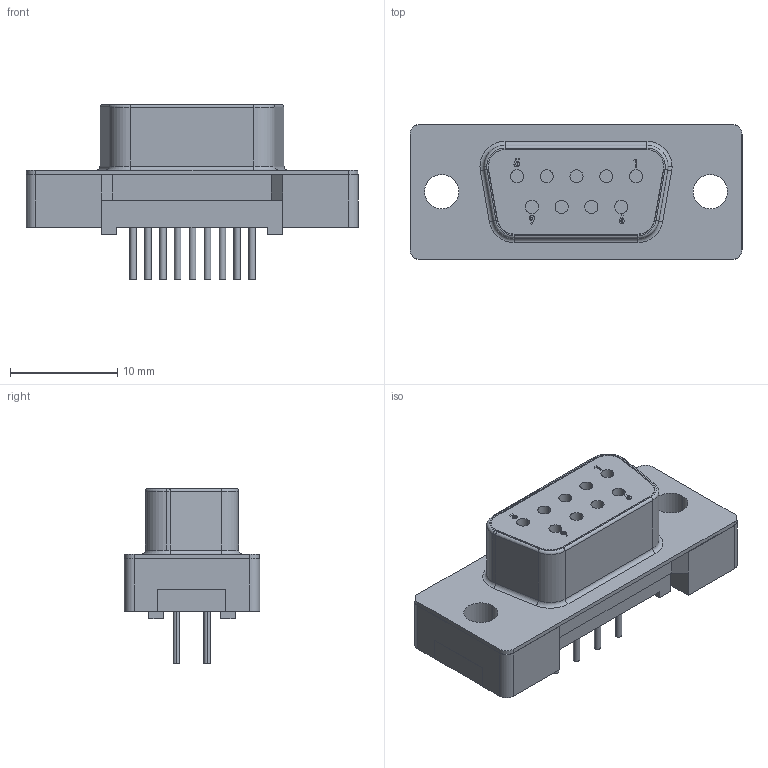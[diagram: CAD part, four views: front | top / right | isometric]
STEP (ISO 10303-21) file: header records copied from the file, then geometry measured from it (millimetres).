
FILE_DESCRIPTION (( 'STEP AP214' ), '1' );
FILE_NAME ('191-009-213.STEP', '2007-08-09T03:34:43', ( 'Tom Plaven' ), ( 'Anapro Tech' ), 'SwSTEP 2.0', 'SolidWorks 2007', '' );
FILE_SCHEMA (( 'AUTOMOTIVE_DESIGN' ));
Length unit declared in the file: inch
Products named in the file (1): 191-009-213
Bounding box: 30.89 x 12.6 x 16.36 mm (x, y, z)
Volume: 2311.6 mm3; surface area: 2753.4 mm2
Topology: 1 solids, 1 shells, 235 faces, 571 edges, 367 vertices
Faces by surface type: plane 130, cylinder 71, bspline 24, torus 10
Entity records: 9754 total; most frequent: CARTESIAN_POINT 2526, ORIENTED_EDGE 1142, DIRECTION 1102, EDGE_CURVE 571, VECTOR 368, LINE 368, AXIS2_PLACEMENT_3D 367, VERTEX_POINT 367
